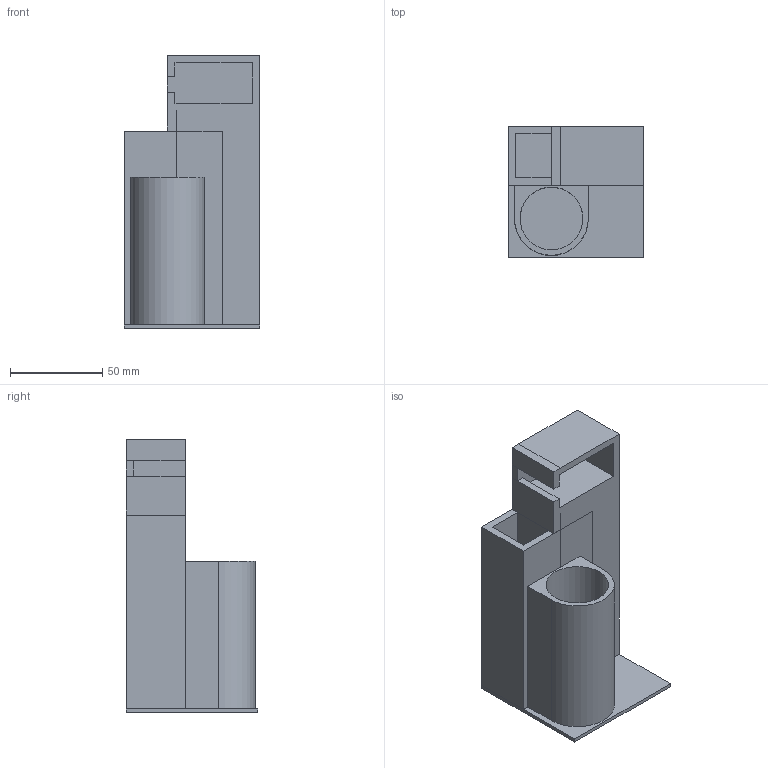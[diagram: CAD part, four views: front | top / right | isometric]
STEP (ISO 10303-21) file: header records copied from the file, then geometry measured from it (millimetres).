
FILE_DESCRIPTION(/* description */ (''),/* implementation_level */ '2;1');
FILE_NAME(/* name */ 'Motor_support_final v1.step',/* time_stamp */ '2025-05-22T17:19:08+02:00',/* author */ (''),/* organization */ (''),/* preprocessor_version */ 'ST-DEVELOPER v20.1',/* originating_system */ 'Autodesk Translation Framework v14.10.0.0',/* authorisation */ '');
FILE_SCHEMA (('AUTOMOTIVE_DESIGN { 1 0 10303 214 3 1 1 }'));
Length unit declared in the file: millimetre
Products named in the file (3): Motor_support_final; Component1; Component7
Assembly tree (2 placements, depth 2):
  Motor_support_final
    Component1
    Component7
Bounding box: 73.32 x 71.23 x 148 mm (x, y, z)
Volume: 201478.8 mm3; surface area: 106627.9 mm2
Topology: 3 solids, 3 shells, 56 faces, 145 edges, 96 vertices
Faces by surface type: plane 54, cylinder 2
Full cylindrical faces by diameter (mm): 34 x1
Entity records: 1760 total; most frequent: CARTESIAN_POINT 302, ORIENTED_EDGE 290, DIRECTION 271, EDGE_CURVE 145, LINE 141, VECTOR 141, VERTEX_POINT 96, AXIS2_PLACEMENT_3D 65
